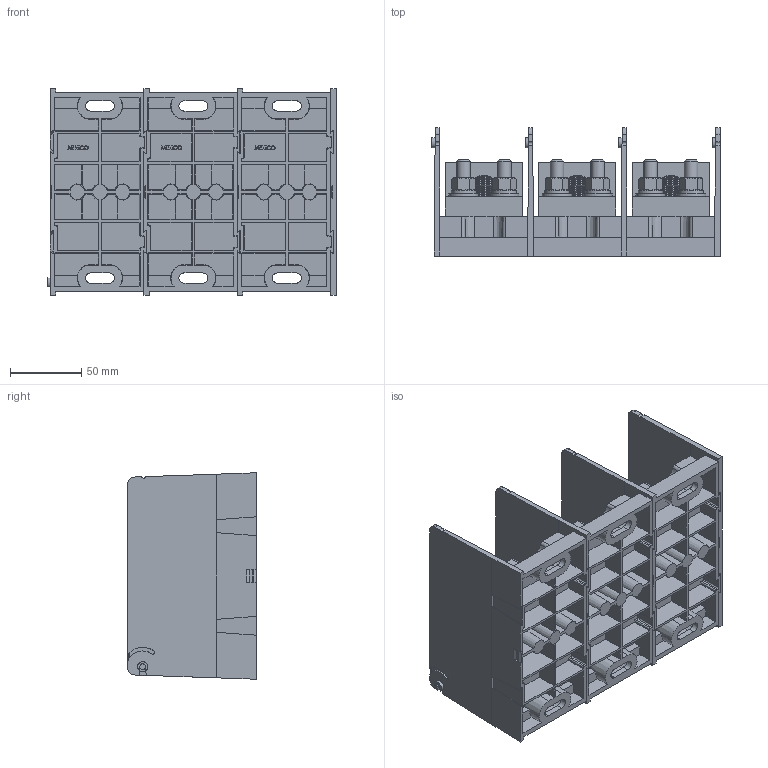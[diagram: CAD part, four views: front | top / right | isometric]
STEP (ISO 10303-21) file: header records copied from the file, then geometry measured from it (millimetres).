
FILE_DESCRIPTION (( 'STEP AP214' ), '1' );
FILE_NAME ('701921rev-3P.STEP', '2019-05-07T14:47:51', ( '' ), ( '' ), 'SwSTEP 2.0', 'SolidWorks 2017', '' );
FILE_SCHEMA (( 'AUTOMOTIVE_DESIGN' ));
Length unit declared in the file: inch
Products named in the file (2): 701921rev-3P
Bounding box: 202.31 x 90.17 x 144.78 mm (x, y, z)
Volume: 695971.5 mm3; surface area: 357350.1 mm2
Topology: 40 solids, 40 shells, 1698 faces, 4245 edges, 2738 vertices
Faces by surface type: plane 970, cone 321, cylinder 311, bspline 75, torus 18, sphere 3
Full cylindrical faces by diameter (mm): 4.064 x1, 4.928 x3, 6.909 x6, 7.112 x1, 9.525 x12, 9.576 x12, 10.312 x6, 10.795 x6, 12.7 x6, 14.097 x6, 17.78 x6, 19.05 x3, 20.625 x6, 22.225 x3
Entity records: 86393 total; most frequent: CARTESIAN_POINT 26131, ORIENTED_EDGE 7918, DIRECTION 7141, EDGE_CURVE 3959, VERTEX_POINT 2685, VECTOR 2453, LINE 2453, AXIS2_PLACEMENT_3D 2344
